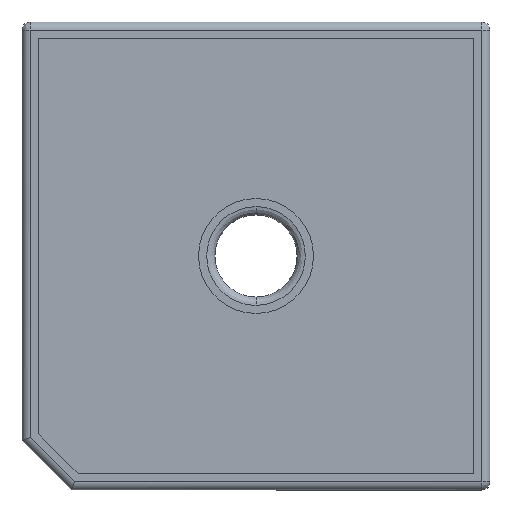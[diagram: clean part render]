
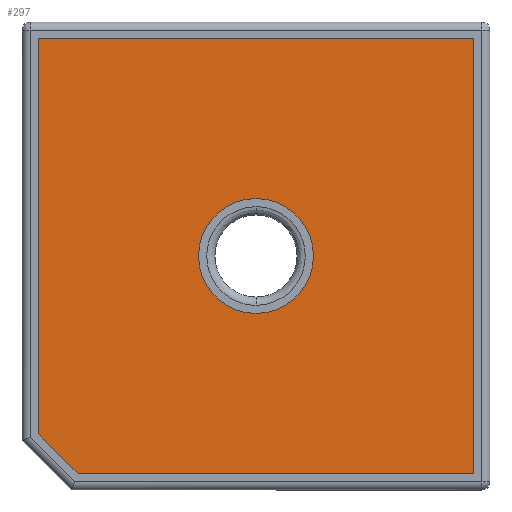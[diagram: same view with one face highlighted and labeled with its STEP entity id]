
A CAD part, front view. The second image highlights one B-rep face of the part: STEP entity #297.
In plain terms, the highlighted planar face has unit normal (0, -1, 0).
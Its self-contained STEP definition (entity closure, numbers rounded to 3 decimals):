
#64 = VECTOR ( 'NONE', #1643, 1000. ) ;
#77 = CARTESIAN_POINT ( 'NONE',  ( -13.25, -0.05, -10.836 ) ) ;
#159 = EDGE_CURVE ( 'NONE', #226, #400, #2357, .T. ) ;
#191 = AXIS2_PLACEMENT_3D ( 'NONE', #3227, #1559, #3495 ) ;
#192 = VECTOR ( 'NONE', #3262, 1000. ) ;
#226 = VERTEX_POINT ( 'NONE', #2293 ) ;
#231 = CARTESIAN_POINT ( 'NONE',  ( 13.25, -0.05, -13.25 ) ) ;
#236 = VERTEX_POINT ( 'NONE', #1483 ) ;
#297 = ADVANCED_FACE ( 'NONE', ( #2049, #596 ), #1237, .T. ) ;
#337 = CARTESIAN_POINT ( 'NONE',  ( -13.25, -0.05, -13.25 ) ) ;
#400 = VERTEX_POINT ( 'NONE', #3189 ) ;
#453 = DIRECTION ( 'NONE',  ( 0., 0., -1. ) ) ;
#502 = LINE ( 'NONE', #337, #3241 ) ;
#596 = FACE_OUTER_BOUND ( 'NONE', #1084, .T. ) ;
#679 = ORIENTED_EDGE ( 'NONE', *, *, #2427, .T. ) ;
#714 = CARTESIAN_POINT ( 'NONE',  ( 13.25, -0.05, -13.25 ) ) ;
#771 = LINE ( 'NONE', #3310, #2060 ) ;
#871 = DIRECTION ( 'NONE',  ( 0., 1., 0. ) ) ;
#930 = AXIS2_PLACEMENT_3D ( 'NONE', #2517, #871, #2802 ) ;
#1084 = EDGE_LOOP ( 'NONE', ( #679, #1705, #2926, #1549, #2399 ) ) ;
#1153 = CARTESIAN_POINT ( 'NONE',  ( 13.25, -0.05, 13.25 ) ) ;
#1237 = PLANE ( 'NONE',  #1622 ) ;
#1326 = ORIENTED_EDGE ( 'NONE', *, *, #2728, .T. ) ;
#1353 = VERTEX_POINT ( 'NONE', #3153 ) ;
#1469 = LINE ( 'NONE', #2766, #2771 ) ;
#1483 = CARTESIAN_POINT ( 'NONE',  ( -13.25, -0.05, 13.25 ) ) ;
#1549 = ORIENTED_EDGE ( 'NONE', *, *, #2579, .T. ) ;
#1559 = DIRECTION ( 'NONE',  ( 0., 1., 0. ) ) ;
#1622 = AXIS2_PLACEMENT_3D ( 'NONE', #714, #2356, #453 ) ;
#1643 = DIRECTION ( 'NONE',  ( 0., 0., 1. ) ) ;
#1656 = DIRECTION ( 'NONE',  ( 1., 0., 0. ) ) ;
#1658 = ORIENTED_EDGE ( 'NONE', *, *, #1966, .T. ) ;
#1705 = ORIENTED_EDGE ( 'NONE', *, *, #159, .T. ) ;
#1917 = VERTEX_POINT ( 'NONE', #3454 ) ;
#1966 = EDGE_CURVE ( 'NONE', #1917, #1353, #2559, .T. ) ;
#2049 = FACE_BOUND ( 'NONE', #2637, .T. ) ;
#2060 = VECTOR ( 'NONE', #1656, 1000. ) ;
#2221 = DIRECTION ( 'NONE',  ( -1., 0., 0. ) ) ;
#2293 = CARTESIAN_POINT ( 'NONE',  ( -13.25, -0.05, -10.836 ) ) ;
#2321 = LINE ( 'NONE', #3022, #64 ) ;
#2323 = EDGE_CURVE ( 'NONE', #2437, #236, #1469, .T. ) ;
#2356 = DIRECTION ( 'NONE',  ( 0., -1., 0. ) ) ;
#2357 = LINE ( 'NONE', #77, #192 ) ;
#2399 = ORIENTED_EDGE ( 'NONE', *, *, #2323, .T. ) ;
#2427 = EDGE_CURVE ( 'NONE', #236, #226, #502, .T. ) ;
#2437 = VERTEX_POINT ( 'NONE', #1153 ) ;
#2517 = CARTESIAN_POINT ( 'NONE',  ( 0., -0.05, 0. ) ) ;
#2525 = DIRECTION ( 'NONE',  ( 0., 0., -1. ) ) ;
#2559 = CIRCLE ( 'NONE', #191, 3.5 ) ;
#2579 = EDGE_CURVE ( 'NONE', #3108, #2437, #2321, .T. ) ;
#2637 = EDGE_LOOP ( 'NONE', ( #1658, #1326 ) ) ;
#2665 = EDGE_CURVE ( 'NONE', #400, #3108, #771, .T. ) ;
#2728 = EDGE_CURVE ( 'NONE', #1353, #1917, #3186, .T. ) ;
#2766 = CARTESIAN_POINT ( 'NONE',  ( 13.25, -0.05, 13.25 ) ) ;
#2771 = VECTOR ( 'NONE', #2221, 1000. ) ;
#2802 = DIRECTION ( 'NONE',  ( 0., 0., 1. ) ) ;
#2926 = ORIENTED_EDGE ( 'NONE', *, *, #2665, .T. ) ;
#3022 = CARTESIAN_POINT ( 'NONE',  ( 13.25, -0.05, -13.25 ) ) ;
#3108 = VERTEX_POINT ( 'NONE', #231 ) ;
#3153 = CARTESIAN_POINT ( 'NONE',  ( 0., -0.05, -3.5 ) ) ;
#3186 = CIRCLE ( 'NONE', #930, 3.5 ) ;
#3189 = CARTESIAN_POINT ( 'NONE',  ( -10.836, -0.05, -13.25 ) ) ;
#3227 = CARTESIAN_POINT ( 'NONE',  ( 0., -0.05, 0. ) ) ;
#3241 = VECTOR ( 'NONE', #2525, 1000. ) ;
#3262 = DIRECTION ( 'NONE',  ( 0.707, 0., -0.707 ) ) ;
#3310 = CARTESIAN_POINT ( 'NONE',  ( 13.25, -0.05, -13.25 ) ) ;
#3454 = CARTESIAN_POINT ( 'NONE',  ( 0., -0.05, 3.5 ) ) ;
#3495 = DIRECTION ( 'NONE',  ( 0., 0., 1. ) ) ;
